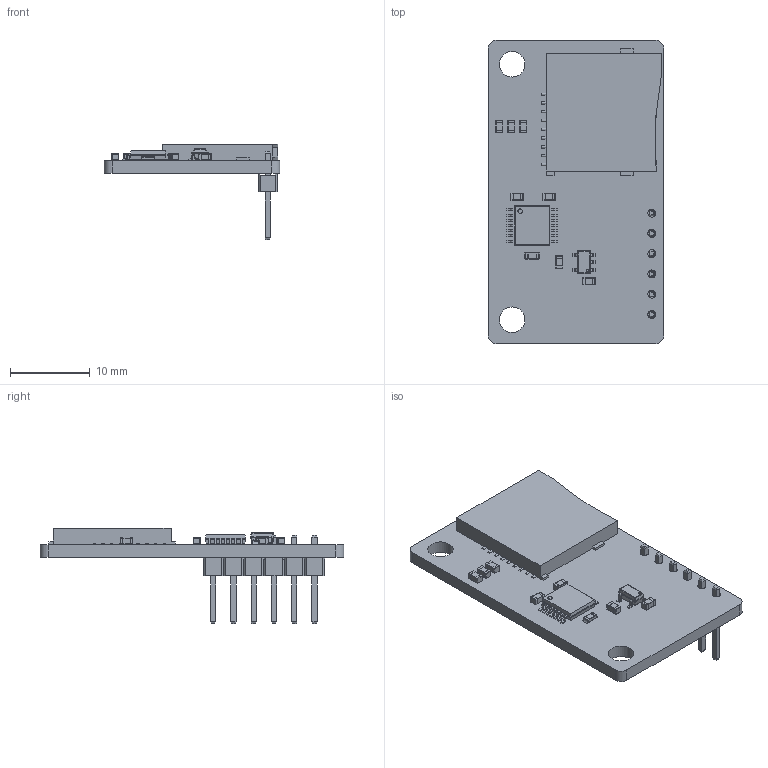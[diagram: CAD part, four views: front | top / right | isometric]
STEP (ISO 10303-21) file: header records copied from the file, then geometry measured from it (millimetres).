
FILE_DESCRIPTION(('KiCad electronic assembly'),'2;1');
FILE_NAME('Micro-SD_breakout_3D.step','2022-01-11T09:52:36',('Pcbnew'),( 'Kicad'),'Open CASCADE STEP processor 7.5','KiCad to STEP converter' ,'Unknown');
FILE_SCHEMA(('AUTOMOTIVE_DESIGN { 1 0 10303 214 1 1 1 1 }'));
Length unit declared in the file: millimetre
Products named in the file (14): Micro-SD_breakout_3D 1; 0603C; COMPOUND; 0603R; SOLID; TXS0104EPWR; HYC77-TF09-200; SOT-23-5; 6x_Male_Pin_2.54_mm
Assembly tree (19 placements, depth 3):
  Micro-SD_breakout_3D 1
    0603C  x7
      COMPOUND
    0603R
      SOLID
    TXS0104EPWR
      COMPOUND
    HYC77-TF09-200
      SOLID
    SOT-23-5
      COMPOUND
    6x_Male_Pin_2.54_mm
      COMPOUND
    COMPOUND
Bounding box: 22 x 38 x 11.96 mm (x, y, z)
Volume: 1671.6 mm3; surface area: 3263.8 mm2
Topology: 53 solids, 53 shells, 959 faces, 2287 edges, 1376 vertices
Faces by surface type: bspline 939, cylinder 14, plane 6
Full cylindrical faces by diameter (mm): 1 x8, 3.2 x2
Entity records: 38789 total; most frequent: CARTESIAN_POINT 15756, B_SPLINE_CURVE_WITH_KNOTS 4227, ORIENTED_EDGE 3278, PCURVE 3278, DEFINITIONAL_REPRESENTATION 3278, EDGE_CURVE 1639, SURFACE_CURVE 1629, VERTEX_POINT 1040
